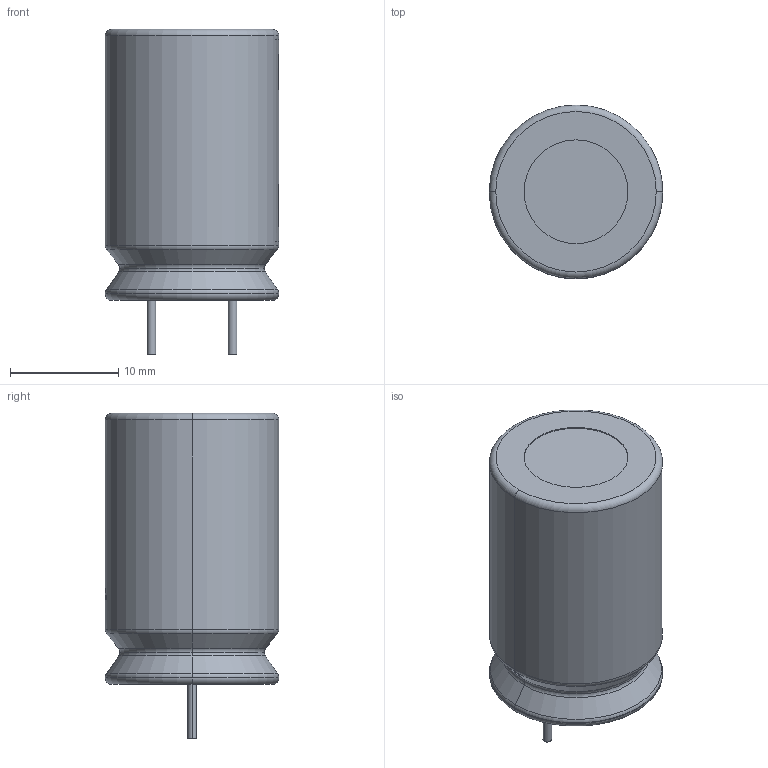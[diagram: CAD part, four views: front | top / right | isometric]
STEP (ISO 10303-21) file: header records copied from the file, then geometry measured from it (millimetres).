
FILE_DESCRIPTION (( 'STEP AP214' ), '1' );
FILE_NAME ('CAP-TH_BD16.0-P7.5-D0.8-FD.step', '2022-07-01T07:09:13', ( '' ), ( '' ), 'SwSTEP 2.0', 'SolidWorks 2020', '' );
FILE_SCHEMA (( 'AUTOMOTIVE_DESIGN' ));
Length unit declared in the file: millimetre
Products named in the file (1): CAP-TH_BD16.0-P7.5-D0.8-FD
Bounding box: 16 x 16.01 x 30 mm (x, y, z)
Volume: 4856.9 mm3; surface area: 1690 mm2
Topology: 1 solids, 1 shells, 265 faces, 700 edges, 462 vertices
Faces by surface type: bspline 201, cylinder 34, plane 14, torus 12, cone 4
Entity records: 12916 total; most frequent: CARTESIAN_POINT 7681, ORIENTED_EDGE 1400, EDGE_CURVE 700, B_SPLINE_CURVE_WITH_KNOTS 603, VERTEX_POINT 462, EDGE_LOOP 290, DIRECTION 289, ADVANCED_FACE 265
